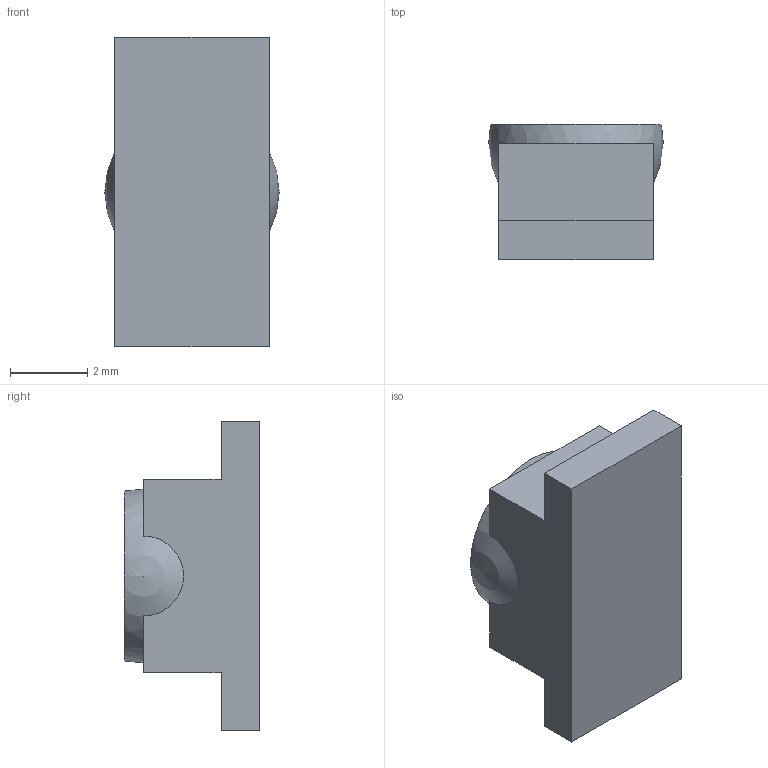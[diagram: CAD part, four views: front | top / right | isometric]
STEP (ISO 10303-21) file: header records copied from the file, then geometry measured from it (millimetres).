
FILE_DESCRIPTION(/* description */ (''),/* implementation_level */ '2;1');
FILE_NAME(/* name */ 'Arm Ball and Socket Joint v1.step',/* time_stamp */ '2018-02-05T15:20:56+01:00',/* author */ ('jlcinoma'),/* organization */ (''),/* preprocessor_version */ 'ST-DEVELOPER v16.13',/* originating_system */ 'Autodesk Translation Framework v6.5.0.72',/* authorisation */ '');
FILE_SCHEMA (('AUTOMOTIVE_DESIGN { 1 0 10303 214 3 1 1 }'));
Length unit declared in the file: centimetre
Products named in the file (1): Arm Ball and Socket Joint
Bounding box: 4.5 x 3.5 x 8 mm (x, y, z)
Volume: 64.3 mm3; surface area: 147.1 mm2
Topology: 1 solids, 1 shells, 14 faces, 41 edges, 28 vertices
Faces by surface type: plane 12, sphere 2
Entity records: 485 total; most frequent: CARTESIAN_POINT 80, DIRECTION 78, ORIENTED_EDGE 74, EDGE_CURVE 37, VERTEX_POINT 28, LINE 26, VECTOR 26, AXIS2_PLACEMENT_3D 26
